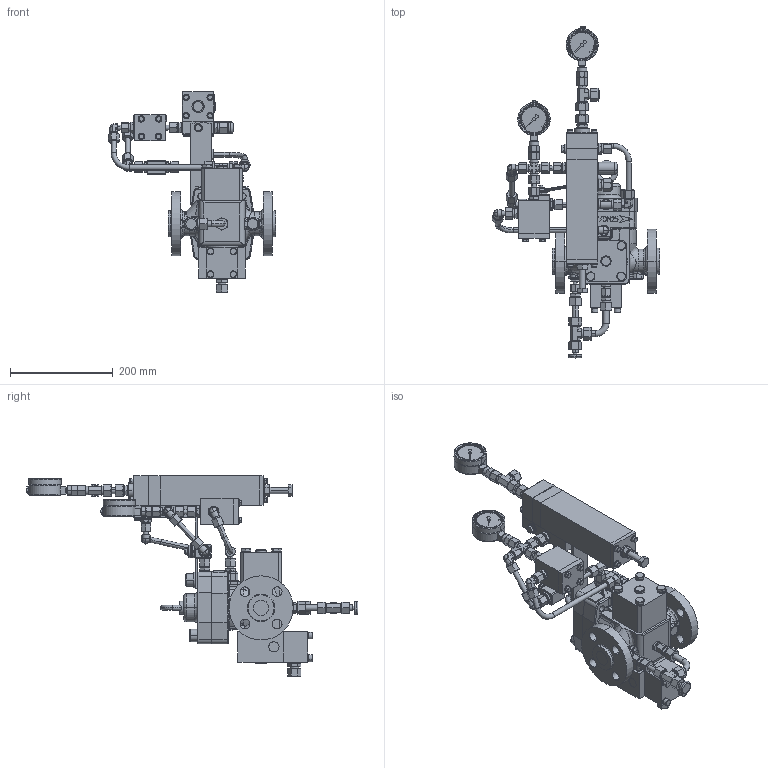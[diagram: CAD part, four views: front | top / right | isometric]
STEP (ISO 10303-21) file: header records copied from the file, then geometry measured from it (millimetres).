
FILE_DESCRIPTION (( 'STEP AP214' ), '1' );
FILE_NAME ('HON5020SSV_DN25_class600_HON630-1(MB).STEP', '2019-09-30T11:03:38', ( '' ), ( '' ), 'SwSTEP 2.0', 'SolidWorks 2017', '' );
FILE_SCHEMA (( 'AUTOMOTIVE_DESIGN' ));
Length unit declared in the file: millimetre
Products named in the file (1): HON5020SSV_DN25_class600_HON630-1(MB)
Bounding box: 326.77 x 646.99 x 391.35 mm (x, y, z)
Volume: 5597265.2 mm3; surface area: 551127.1 mm2
Topology: 13 solids, 13 shells, 3846 faces, 9225 edges, 5635 vertices
Faces by surface type: plane 1299, cone 1124, cylinder 820, bspline 403, torus 172, sphere 28
Entity records: 173282 total; most frequent: CARTESIAN_POINT 67573, ORIENTED_EDGE 18354, DIRECTION 16780, EDGE_CURVE 9177, AXIS2_PLACEMENT_3D 6731, VERTEX_POINT 5633, EDGE_LOOP 4152, ADVANCED_FACE 3846
